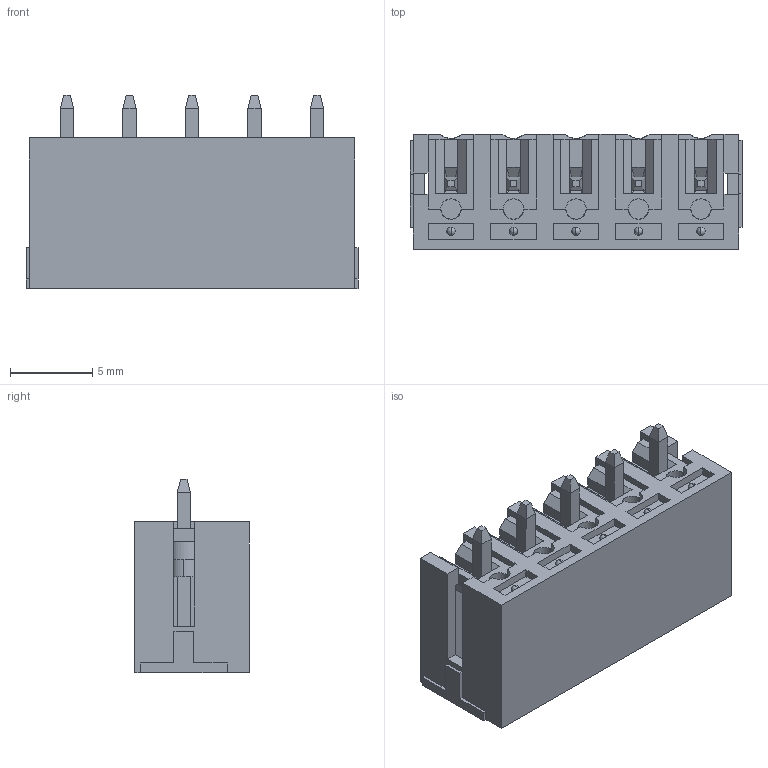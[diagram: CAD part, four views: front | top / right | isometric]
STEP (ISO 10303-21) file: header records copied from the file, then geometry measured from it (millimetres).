
FILE_DESCRIPTION( ('This file contains a STEP AP42 implementation' ,'as created by ZW3D STEP Interface translator.') ,'2;1' );
FILE_NAME( 'wj15edgvc-thr-3_81-05.stp' ,'2210 9. 95436', (''), ('ZWCAD Software Co.'), 'Version 1.0', 'ZW3D to STEP translator', '' );
FILE_SCHEMA(('AUTOMOTIVE_DESIGN'));
Length unit declared in the file: millimetre
Products named in the file (2): 0; wj15edgvc-thr-3_81-02_05
Bounding box: 20.24 x 7 x 11.8 mm (x, y, z)
Volume: 611.1 mm3; surface area: 1860.6 mm2
Topology: 1 solids, 1 shells, 514 faces, 1359 edges, 863 vertices
Faces by surface type: bspline 514
Entity records: 15460 total; most frequent: CARTESIAN_POINT 6747, ORIENTED_EDGE 2698, EDGE_CURVE 1349, B_SPLINE_CURVE_WITH_KNOTS 1204, VERTEX_POINT 863, EDGE_LOOP 544, FACE_OUTER_BOUND 514, ADVANCED_FACE 514
